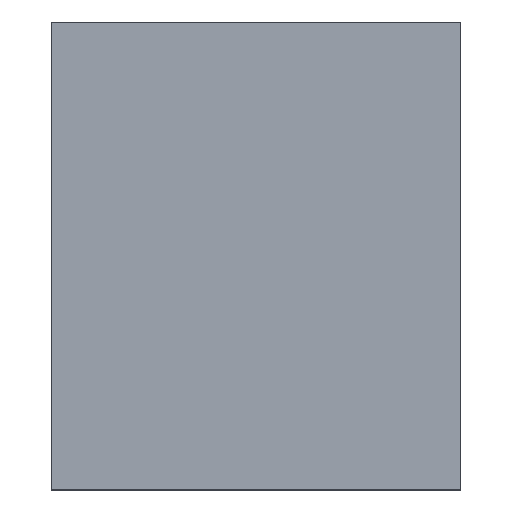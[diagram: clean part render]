
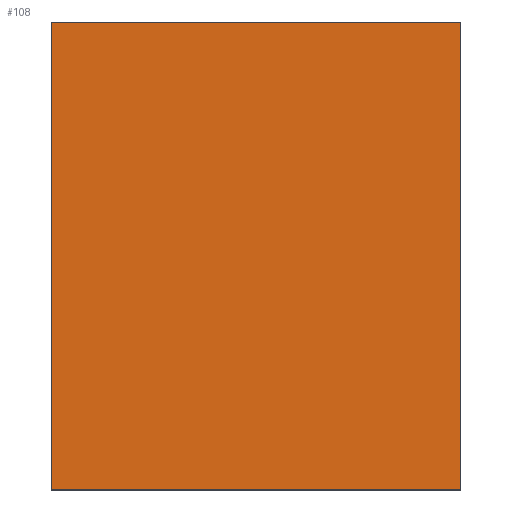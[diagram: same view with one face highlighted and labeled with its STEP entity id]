
A CAD part, top view. The second image highlights one B-rep face of the part: STEP entity #108.
In plain terms, the highlighted planar face has unit normal (0, 0, 1).
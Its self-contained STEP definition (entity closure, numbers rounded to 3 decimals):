
#22=FACE_OUTER_BOUND($,#28,.T.);
#28=EDGE_LOOP($,(#90,#91,#92,#93));
#30=LINE($,#149,#42);
#34=LINE($,#157,#46);
#37=LINE($,#163,#49);
#40=LINE($,#168,#52);
#42=VECTOR($,#123,1.6);
#46=VECTOR($,#129,1.4);
#49=VECTOR($,#134,1.6);
#52=VECTOR($,#139,1.4);
#54=VERTEX_POINT($,#147);
#55=VERTEX_POINT($,#148);
#58=VERTEX_POINT($,#156);
#60=VERTEX_POINT($,#162);
#62=EDGE_CURVE($,#54,#55,#30,.T.);
#66=EDGE_CURVE($,#55,#58,#34,.T.);
#69=EDGE_CURVE($,#58,#60,#37,.T.);
#72=EDGE_CURVE($,#60,#54,#40,.T.);
#90=ORIENTED_EDGE($,*,*,#72,.T.);
#91=ORIENTED_EDGE($,*,*,#62,.T.);
#92=ORIENTED_EDGE($,*,*,#66,.T.);
#93=ORIENTED_EDGE($,*,*,#69,.T.);
#102=PLANE($,#117);
#108=ADVANCED_FACE($,(#22),#102,.T.);
#117=AXIS2_PLACEMENT_3D($,#170,#141,#142);
#123=DIRECTION($,(0.,1.,0.));
#129=DIRECTION($,(-1.,0.,0.));
#134=DIRECTION($,(0.,-1.,0.));
#139=DIRECTION($,(1.,0.,0.));
#141=DIRECTION('center_axis',(0.,0.,1.));
#142=DIRECTION('ref_axis',(1.,0.,0.));
#147=CARTESIAN_POINT('',(0.7,-0.8,0.));
#148=CARTESIAN_POINT('',(0.7,0.8,0.));
#149=CARTESIAN_POINT($,(0.7,-0.7,0.));
#156=CARTESIAN_POINT('',(-0.7,0.8,0.));
#157=CARTESIAN_POINT($,(0.7,0.8,0.));
#162=CARTESIAN_POINT('',(-0.7,-0.8,0.));
#163=CARTESIAN_POINT($,(-0.7,0.7,0.));
#168=CARTESIAN_POINT($,(-0.7,-0.8,0.));
#170=CARTESIAN_POINT('Origin',(0.,0.,0.));
